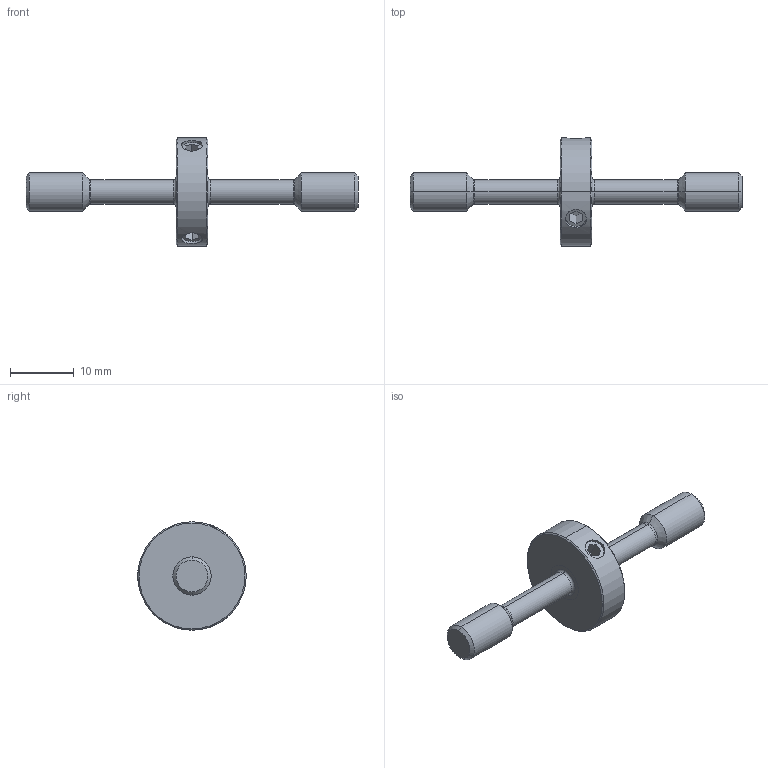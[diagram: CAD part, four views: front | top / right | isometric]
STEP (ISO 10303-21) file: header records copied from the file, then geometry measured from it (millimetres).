
FILE_DESCRIPTION (( 'STEP AP214' ), '1' );
FILE_NAME ('Z00.434.006.052.STEP', '2024-06-19T10:20:35', ( '' ), ( '' ), 'SwSTEP 2.0', 'SolidWorks 2022', '' );
FILE_SCHEMA (( 'AUTOMOTIVE_DESIGN' ));
Length unit declared in the file: millimetre
Products named in the file (4): Z55-ER3.001.052_A; ISO 4026 - M4 x 5; Z00.434.006.052; Z42-ER3.002.005_A
Assembly tree (5 placements, depth 2):
  Z00.434.006.052
    Z55-ER3.001.052_A
    Z42-ER3.002.005_A
    ISO 4026 - M4 x 5  x3
Bounding box: 52 x 17 x 17 mm (x, y, z)
Volume: 1964 mm3; surface area: 2066.6 mm2
Topology: 5 solids, 5 shells, 99 faces, 222 edges, 135 vertices
Faces by surface type: plane 39, cone 26, cylinder 26, torus 8
Entity records: 2526 total; most frequent: CARTESIAN_POINT 670, DIRECTION 346, ORIENTED_EDGE 312, EDGE_CURVE 156, AXIS2_PLACEMENT_3D 137, VERTEX_POINT 95, EDGE_LOOP 79, LINE 72
